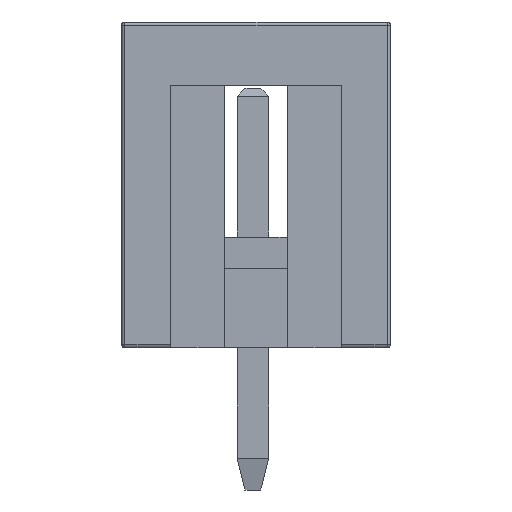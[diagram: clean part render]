
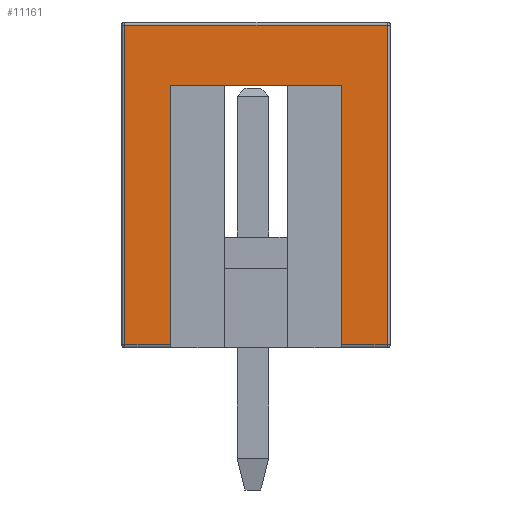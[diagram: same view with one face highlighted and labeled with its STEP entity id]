
A CAD part, left-side view. The second image highlights one B-rep face of the part: STEP entity #11161.
In plain terms, the highlighted planar face has unit normal (-1, 0, 0).
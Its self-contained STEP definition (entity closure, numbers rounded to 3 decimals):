
#5412 = VERTEX_POINT('',#5413);
#5413 = CARTESIAN_POINT('',(-2.8,-4.25,0.1));
#5420 = EDGE_CURVE('',#5412,#5421,#5423,.T.);
#5421 = VERTEX_POINT('',#5422);
#5422 = CARTESIAN_POINT('',(-2.8,-4.25,10.2));
#5423 = LINE('',#5424,#5425);
#5424 = CARTESIAN_POINT('',(-2.8,-4.25,0.));
#5425 = VECTOR('',#5426,1.);
#5426 = DIRECTION('',(0.,0.,1.));
#11161 = ADVANCED_FACE('',(#11162),#11219,.F.);
#11162 = FACE_BOUND('',#11163,.F.);
#11163 = EDGE_LOOP('',(#11164,#11165,#11173,#11181,#11189,#11197,#11205,
#11213));
#11164 = ORIENTED_EDGE('',*,*,#5420,.F.);
#11165 = ORIENTED_EDGE('',*,*,#11166,.F.);
#11166 = EDGE_CURVE('',#11167,#5412,#11169,.T.);
#11167 = VERTEX_POINT('',#11168);
#11168 = CARTESIAN_POINT('',(-2.8,-2.8,0.1));
#11169 = LINE('',#11170,#11171);
#11170 = CARTESIAN_POINT('',(-2.8,4.15,0.1));
#11171 = VECTOR('',#11172,1.);
#11172 = DIRECTION('',(0.,-1.,0.));
#11173 = ORIENTED_EDGE('',*,*,#11174,.F.);
#11174 = EDGE_CURVE('',#11175,#11167,#11177,.T.);
#11175 = VERTEX_POINT('',#11176);
#11176 = CARTESIAN_POINT('',(-2.8,-2.8,8.3));
#11177 = LINE('',#11178,#11179);
#11178 = CARTESIAN_POINT('',(-2.8,-2.8,4.15));
#11179 = VECTOR('',#11180,1.);
#11180 = DIRECTION('',(0.,0.,-1.));
#11181 = ORIENTED_EDGE('',*,*,#11182,.F.);
#11182 = EDGE_CURVE('',#11183,#11175,#11185,.T.);
#11183 = VERTEX_POINT('',#11184);
#11184 = CARTESIAN_POINT('',(-2.8,2.6,8.3));
#11185 = LINE('',#11186,#11187);
#11186 = CARTESIAN_POINT('',(-2.8,2.025,8.3));
#11187 = VECTOR('',#11188,1.);
#11188 = DIRECTION('',(0.,-1.,0.));
#11189 = ORIENTED_EDGE('',*,*,#11190,.F.);
#11190 = EDGE_CURVE('',#11191,#11183,#11193,.T.);
#11191 = VERTEX_POINT('',#11192);
#11192 = CARTESIAN_POINT('',(-2.8,2.6,0.1));
#11193 = LINE('',#11194,#11195);
#11194 = CARTESIAN_POINT('',(-2.8,2.6,-4.15));
#11195 = VECTOR('',#11196,1.);
#11196 = DIRECTION('',(0.,0.,1.));
#11197 = ORIENTED_EDGE('',*,*,#11198,.F.);
#11198 = EDGE_CURVE('',#11199,#11191,#11201,.T.);
#11199 = VERTEX_POINT('',#11200);
#11200 = CARTESIAN_POINT('',(-2.8,4.05,0.1));
#11201 = LINE('',#11202,#11203);
#11202 = CARTESIAN_POINT('',(-2.8,4.15,0.1));
#11203 = VECTOR('',#11204,1.);
#11204 = DIRECTION('',(0.,-1.,0.));
#11205 = ORIENTED_EDGE('',*,*,#11206,.T.);
#11206 = EDGE_CURVE('',#11199,#11207,#11209,.T.);
#11207 = VERTEX_POINT('',#11208);
#11208 = CARTESIAN_POINT('',(-2.8,4.05,10.2));
#11209 = LINE('',#11210,#11211);
#11210 = CARTESIAN_POINT('',(-2.8,4.05,0.));
#11211 = VECTOR('',#11212,1.);
#11212 = DIRECTION('',(0.,0.,1.));
#11213 = ORIENTED_EDGE('',*,*,#11214,.T.);
#11214 = EDGE_CURVE('',#11207,#5421,#11215,.T.);
#11215 = LINE('',#11216,#11217);
#11216 = CARTESIAN_POINT('',(-2.8,4.15,10.2));
#11217 = VECTOR('',#11218,1.);
#11218 = DIRECTION('',(0.,-1.,0.));
#11219 = PLANE('',#11220);
#11220 = AXIS2_PLACEMENT_3D('',#11221,#11222,#11223);
#11221 = CARTESIAN_POINT('',(-2.8,4.15,0.));
#11222 = DIRECTION('',(1.,0.,0.));
#11223 = DIRECTION('',(0.,-1.,0.));
